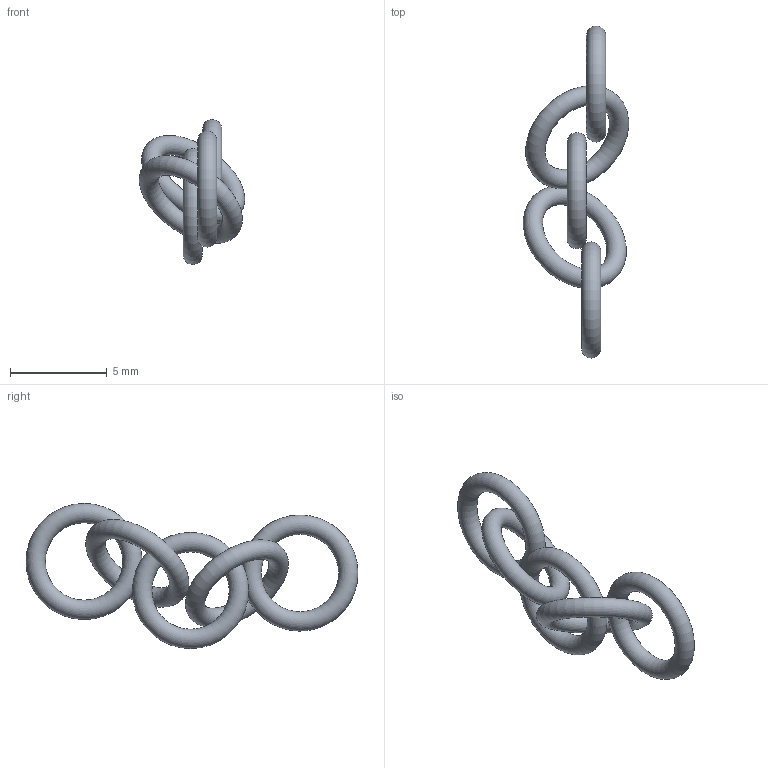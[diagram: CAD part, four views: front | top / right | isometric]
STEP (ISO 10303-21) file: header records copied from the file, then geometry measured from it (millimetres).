
FILE_DESCRIPTION(/* description */ (''),/* implementation_level */ '2;1');
FILE_NAME(/* name */ 'mini ring-ring.step',/* time_stamp */ '2022-03-04T00:59:11+08:00',/* author */ (''),/* organization */ (''),/* preprocessor_version */ 'ST-DEVELOPER v18.1',/* originating_system */ 'Autodesk Translation Framework v10.13.0.1454',/* authorisation */ '');
FILE_SCHEMA (('AUTOMOTIVE_DESIGN { 1 0 10303 214 3 1 1 }'));
Length unit declared in the file: millimetre
Products named in the file (5): mini ring-ring; Component1; Component2; Component3; Component4
Assembly tree (5 placements, depth 2):
  mini ring-ring
    Component1  x2
    Component2
    Component3
    Component4
Bounding box: 5.44 x 17.15 x 7.5 mm (x, y, z)
Volume: 74 mm3; surface area: 296.1 mm2
Topology: 6 solids, 6 shells, 6 faces, 12 edges, 6 vertices
Faces by surface type: torus 6
Entity records: 312 total; most frequent: DIRECTION 50, CARTESIAN_POINT 30, AXIS2_PLACEMENT_3D 25, ORIENTED_EDGE 20, CIRCLE 10, EDGE_CURVE 10, PRODUCT_DEFINITION_SHAPE 10, DERIVED_UNIT_ELEMENT 8
